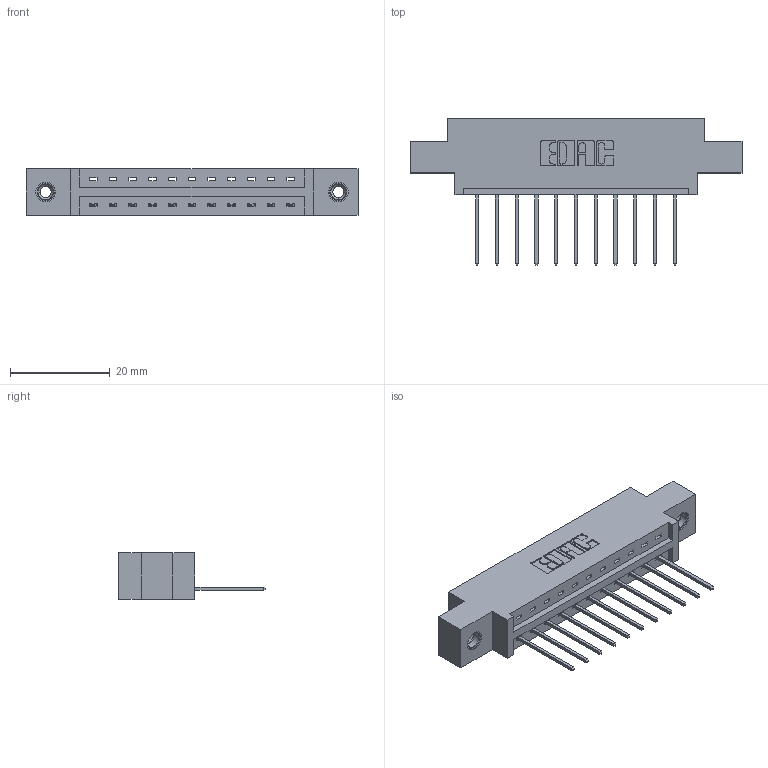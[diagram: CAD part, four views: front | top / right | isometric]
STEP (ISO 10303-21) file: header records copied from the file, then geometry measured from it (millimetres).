
FILE_DESCRIPTION (( 'STEP AP203' ), '1' );
FILE_NAME ('337-011-540-608.STEP', '2019-09-27T22:56:05', ( '' ), ( '' ), 'SwSTEP 2.0', 'SolidWorks 2016', '' );
FILE_SCHEMA (( 'CONFIG_CONTROL_DESIGN' ));
Length unit declared in the file: inch
Products named in the file (4): 345-292-001_345-293-140; 337 Part_0.170 Offset - 0.156 Dia-TI; 345-250-001_345-250-003-102; 337-011-540-608
Assembly tree (14 placements, depth 2):
  337-011-540-608
    337 Part_0.170 Offset - 0.156 Dia-TI
    345-292-001_345-293-140  x11
    345-250-001_345-250-003-102  x2
Bounding box: 66.6 x 29.47 x 9.4 mm (x, y, z)
Volume: 6424.8 mm3; surface area: 6703.7 mm2
Topology: 14 solids, 14 shells, 860 faces, 2527 edges, 1662 vertices
Faces by surface type: plane 612, cylinder 232, cone 12, torus 4
Entity records: 13522 total; most frequent: CARTESIAN_POINT 2334, ORIENTED_EDGE 2274, DIRECTION 2061, EDGE_CURVE 1137, VECTOR 989, LINE 989, VERTEX_POINT 752, AXIS2_PLACEMENT_3D 536
